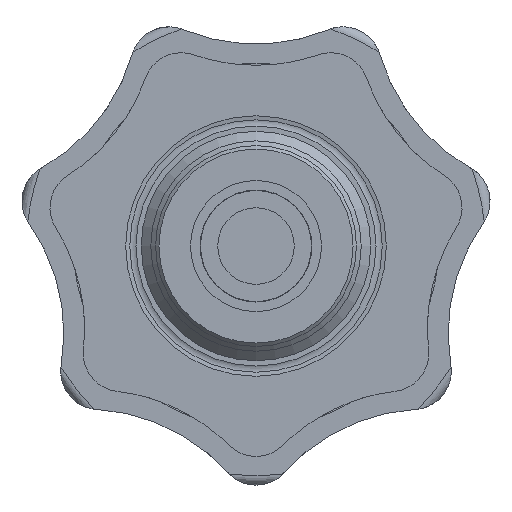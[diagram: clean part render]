
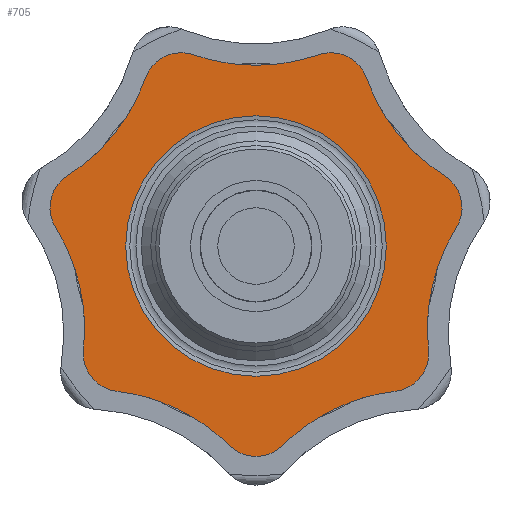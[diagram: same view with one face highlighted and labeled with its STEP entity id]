
A CAD part, front view. The second image highlights one B-rep face of the part: STEP entity #705.
In plain terms, the highlighted planar face has unit normal (0, -1, 0).
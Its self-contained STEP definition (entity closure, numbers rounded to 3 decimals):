
#705 = ADVANCED_FACE( '', ( #1480, #1481 ), #1482, .F. );
#1480 = FACE_OUTER_BOUND( '', #2325, .T. );
#1481 = FACE_BOUND( '', #2326, .T. );
#1482 = PLANE( '', #2327 );
#2325 = EDGE_LOOP( '', ( #4209, #4210, #4211, #4212, #4213, #4214, #4215, #4216, #4217, #4218, #4219, #4220, #4221, #4222 ) );
#2326 = EDGE_LOOP( '', ( #4223 ) );
#2327 = AXIS2_PLACEMENT_3D( '', #4224, #4225, #4226 );
#4209 = ORIENTED_EDGE( '', *, *, #5771, .T. );
#4210 = ORIENTED_EDGE( '', *, *, #5886, .F. );
#4211 = ORIENTED_EDGE( '', *, *, #5823, .T. );
#4212 = ORIENTED_EDGE( '', *, *, #5417, .F. );
#4213 = ORIENTED_EDGE( '', *, *, #5887, .T. );
#4214 = ORIENTED_EDGE( '', *, *, #5888, .F. );
#4215 = ORIENTED_EDGE( '', *, *, #5386, .T. );
#4216 = ORIENTED_EDGE( '', *, *, #5889, .F. );
#4217 = ORIENTED_EDGE( '', *, *, #5890, .T. );
#4218 = ORIENTED_EDGE( '', *, *, #5768, .F. );
#4219 = ORIENTED_EDGE( '', *, *, #5234, .T. );
#4220 = ORIENTED_EDGE( '', *, *, #5795, .F. );
#4221 = ORIENTED_EDGE( '', *, *, #5891, .T. );
#4222 = ORIENTED_EDGE( '', *, *, #5892, .F. );
#4223 = ORIENTED_EDGE( '', *, *, #5893, .F. );
#4224 = CARTESIAN_POINT( '', ( -26.004, 27.6, -9.941 ) );
#4225 = DIRECTION( '', ( 0., 1., 0. ) );
#4226 = DIRECTION( '', ( 0., 0., 1. ) );
#5234 = EDGE_CURVE( '', #6336, #6334, #6337, .T. );
#5386 = EDGE_CURVE( '', #6589, #6587, #6590, .T. );
#5417 = EDGE_CURVE( '', #6638, #6636, #6640, .T. );
#5768 = EDGE_CURVE( '', #6336, #7181, #7183, .T. );
#5771 = EDGE_CURVE( '', #7187, #7185, #7188, .T. );
#5795 = EDGE_CURVE( '', #7213, #6334, #7215, .T. );
#5823 = EDGE_CURVE( '', #7252, #6636, #7253, .T. );
#5886 = EDGE_CURVE( '', #7252, #7185, #7334, .T. );
#5887 = EDGE_CURVE( '', #6638, #7335, #7336, .T. );
#5888 = EDGE_CURVE( '', #6589, #7335, #7337, .T. );
#5889 = EDGE_CURVE( '', #7338, #6587, #7339, .T. );
#5890 = EDGE_CURVE( '', #7338, #7181, #7340, .T. );
#5891 = EDGE_CURVE( '', #7213, #7341, #7342, .T. );
#5892 = EDGE_CURVE( '', #7187, #7341, #7343, .T. );
#5893 = EDGE_CURVE( '', #7344, #7344, #7345, .F. );
#6334 = VERTEX_POINT( '', #7983 );
#6336 = VERTEX_POINT( '', #7986 );
#6337 = CIRCLE( '', #7987, 20. );
#6587 = VERTEX_POINT( '', #8385 );
#6589 = VERTEX_POINT( '', #8388 );
#6590 = CIRCLE( '', #8389, 20. );
#6636 = VERTEX_POINT( '', #8504 );
#6638 = VERTEX_POINT( '', #8507 );
#6640 = CIRCLE( '', #8510, 4. );
#7181 = VERTEX_POINT( '', #9422 );
#7183 = CIRCLE( '', #9425, 4. );
#7185 = VERTEX_POINT( '', #9427 );
#7187 = VERTEX_POINT( '', #9430 );
#7188 = CIRCLE( '', #9431, 20. );
#7213 = VERTEX_POINT( '', #9500 );
#7215 = CIRCLE( '', #9503, 4. );
#7252 = VERTEX_POINT( '', #9557 );
#7253 = CIRCLE( '', #9558, 20. );
#7334 = CIRCLE( '', #9765, 4. );
#7335 = VERTEX_POINT( '', #9766 );
#7336 = CIRCLE( '', #9767, 20. );
#7337 = CIRCLE( '', #9768, 4. );
#7338 = VERTEX_POINT( '', #9769 );
#7339 = CIRCLE( '', #9770, 4. );
#7340 = CIRCLE( '', #9771, 20. );
#7341 = VERTEX_POINT( '', #9772 );
#7342 = CIRCLE( '', #9773, 20. );
#7343 = CIRCLE( '', #9774, 4. );
#7344 = VERTEX_POINT( '', #9775 );
#7345 = CIRCLE( '', #9776, 13.625 );
#7983 = CARTESIAN_POINT( '', ( -6.508, 27.6, 20. ) );
#7986 = CARTESIAN_POINT( '', ( 6.508, 27.6, 20. ) );
#7987 = AXIS2_PLACEMENT_3D( '', #10394, #10395, #10396 );
#8385 = CARTESIAN_POINT( '', ( 20.947, 27.6, 1.895 ) );
#8388 = CARTESIAN_POINT( '', ( 18.05, 27.6, -10.795 ) );
#8389 = AXIS2_PLACEMENT_3D( '', #10532, #10533, #10534 );
#8504 = CARTESIAN_POINT( '', ( -2.814, 27.6, -20.843 ) );
#8507 = CARTESIAN_POINT( '', ( 2.814, 27.6, -20.843 ) );
#8510 = AXIS2_PLACEMENT_3D( '', #10556, #10557, #10558 );
#9422 = CARTESIAN_POINT( '', ( 11.579, 27.6, 17.558 ) );
#9425 = AXIS2_PLACEMENT_3D( '', #10849, #10850, #10851 );
#9427 = CARTESIAN_POINT( '', ( -18.05, 27.6, -10.795 ) );
#9430 = CARTESIAN_POINT( '', ( -20.947, 27.6, 1.895 ) );
#9431 = AXIS2_PLACEMENT_3D( '', #10853, #10854, #10855 );
#9500 = CARTESIAN_POINT( '', ( -11.579, 27.6, 17.558 ) );
#9503 = AXIS2_PLACEMENT_3D( '', #10867, #10868, #10869 );
#9557 = CARTESIAN_POINT( '', ( -14.541, 27.6, -15.195 ) );
#9558 = AXIS2_PLACEMENT_3D( '', #10887, #10888, #10889 );
#9765 = AXIS2_PLACEMENT_3D( '', #10926, #10927, #10928 );
#9766 = CARTESIAN_POINT( '', ( 14.541, 27.6, -15.195 ) );
#9767 = AXIS2_PLACEMENT_3D( '', #10929, #10930, #10931 );
#9768 = AXIS2_PLACEMENT_3D( '', #10932, #10933, #10934 );
#9769 = CARTESIAN_POINT( '', ( 19.694, 27.6, 7.381 ) );
#9770 = AXIS2_PLACEMENT_3D( '', #10935, #10936, #10937 );
#9771 = AXIS2_PLACEMENT_3D( '', #10938, #10939, #10940 );
#9772 = CARTESIAN_POINT( '', ( -19.694, 27.6, 7.381 ) );
#9773 = AXIS2_PLACEMENT_3D( '', #10941, #10942, #10943 );
#9774 = AXIS2_PLACEMENT_3D( '', #10944, #10945, #10946 );
#9775 = CARTESIAN_POINT( '', ( 0., 27.6, 13.625 ) );
#9776 = AXIS2_PLACEMENT_3D( '', #10947, #10948, #10949 );
#10394 = CARTESIAN_POINT( '', ( 0., 27.6, 38.911 ) );
#10395 = DIRECTION( '', ( 0., 1., 0. ) );
#10396 = DIRECTION( '', ( 1., 0., 0. ) );
#10532 = CARTESIAN_POINT( '', ( 37.936, 27.6, -8.659 ) );
#10533 = DIRECTION( '', ( 0., 1., 0. ) );
#10534 = DIRECTION( '', ( 1., 0., 0. ) );
#10556 = CARTESIAN_POINT( '', ( 0., 27.6, -18. ) );
#10557 = DIRECTION( '', ( 0., 1., 0. ) );
#10558 = DIRECTION( '', ( 1., 0., 0. ) );
#10849 = CARTESIAN_POINT( '', ( 7.81, 27.6, 16.217 ) );
#10850 = DIRECTION( '', ( 0., 1., 0. ) );
#10851 = DIRECTION( '', ( 1., 0., 0. ) );
#10853 = CARTESIAN_POINT( '', ( -37.936, 27.6, -8.659 ) );
#10854 = DIRECTION( '', ( 0., 1., 0. ) );
#10855 = DIRECTION( '', ( 1., 0., 0. ) );
#10867 = CARTESIAN_POINT( '', ( -7.81, 27.6, 16.217 ) );
#10868 = DIRECTION( '', ( 0., 1., 0. ) );
#10869 = DIRECTION( '', ( 1., 0., 0. ) );
#10887 = CARTESIAN_POINT( '', ( -16.883, 27.6, -35.058 ) );
#10888 = DIRECTION( '', ( 0., 1., 0. ) );
#10889 = DIRECTION( '', ( 1., 0., 0. ) );
#10926 = CARTESIAN_POINT( '', ( -14.073, 27.6, -11.223 ) );
#10927 = DIRECTION( '', ( 0., 1., 0. ) );
#10928 = DIRECTION( '', ( 1., 0., 0. ) );
#10929 = CARTESIAN_POINT( '', ( 16.883, 27.6, -35.058 ) );
#10930 = DIRECTION( '', ( 0., 1., 0. ) );
#10931 = DIRECTION( '', ( 1., 0., 0. ) );
#10932 = CARTESIAN_POINT( '', ( 14.073, 27.6, -11.223 ) );
#10933 = DIRECTION( '', ( 0., 1., 0. ) );
#10934 = DIRECTION( '', ( 1., 0., 0. ) );
#10935 = CARTESIAN_POINT( '', ( 17.549, 27.6, 4.005 ) );
#10936 = DIRECTION( '', ( 0., 1., 0. ) );
#10937 = DIRECTION( '', ( 1., 0., 0. ) );
#10938 = CARTESIAN_POINT( '', ( 30.422, 27.6, 24.261 ) );
#10939 = DIRECTION( '', ( 0., 1., 0. ) );
#10940 = DIRECTION( '', ( 1., 0., 0. ) );
#10941 = CARTESIAN_POINT( '', ( -30.422, 27.6, 24.261 ) );
#10942 = DIRECTION( '', ( 0., 1., 0. ) );
#10943 = DIRECTION( '', ( 1., 0., 0. ) );
#10944 = CARTESIAN_POINT( '', ( -17.549, 27.6, 4.005 ) );
#10945 = DIRECTION( '', ( 0., 1., 0. ) );
#10946 = DIRECTION( '', ( 1., 0., 0. ) );
#10947 = CARTESIAN_POINT( '', ( 0., 27.6, 0. ) );
#10948 = DIRECTION( '', ( 0., 1., 0. ) );
#10949 = DIRECTION( '', ( 0., 0., 1. ) );
